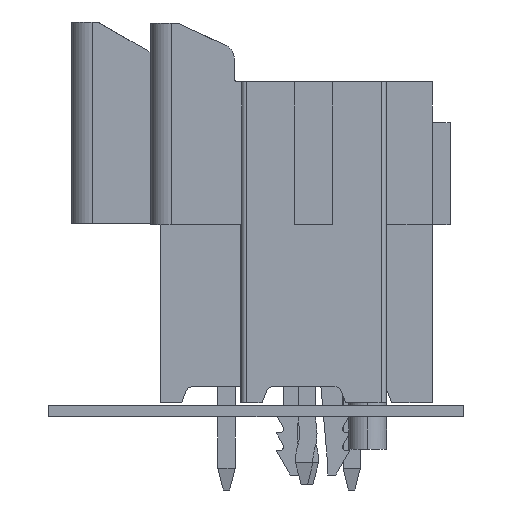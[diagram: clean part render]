
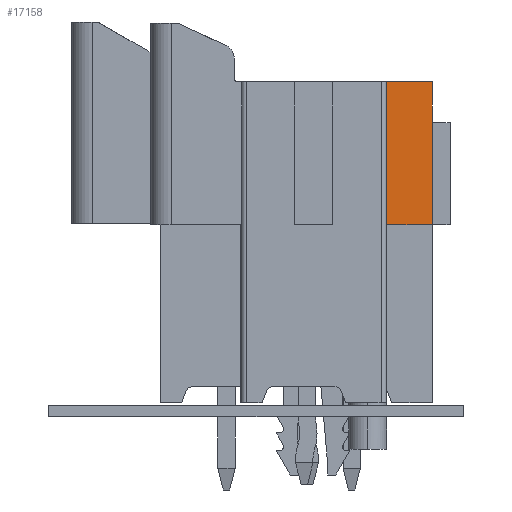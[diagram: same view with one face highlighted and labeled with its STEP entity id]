
A CAD part, left-side view. The second image highlights one B-rep face of the part: STEP entity #17158.
In plain terms, the highlighted planar face has unit normal (-1, 0, 0).
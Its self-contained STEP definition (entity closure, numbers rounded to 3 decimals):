
#2646 = VERTEX_POINT('',#2647);
#2647 = CARTESIAN_POINT('',(-5.91,-5.,0.65));
#2654 = PLANE('',#2655);
#2655 = AXIS2_PLACEMENT_3D('',#2656,#2657,#2658);
#2656 = CARTESIAN_POINT('',(0.,-5.,0.));
#2657 = DIRECTION('',(0.,1.,0.));
#2658 = DIRECTION('',(1.,0.,0.));
#2666 = PLANE('',#2667);
#2667 = AXIS2_PLACEMENT_3D('',#2668,#2669,#2670);
#2668 = CARTESIAN_POINT('',(0.,5.,0.65));
#2669 = DIRECTION('',(0.,0.,1.));
#2670 = DIRECTION('',(1.,0.,0.));
#2678 = EDGE_CURVE('',#2679,#2646,#2681,.T.);
#2679 = VERTEX_POINT('',#2680);
#2680 = CARTESIAN_POINT('',(-5.91,-5.,5.9));
#2681 = SURFACE_CURVE('',#2682,(#2686,#2693),.PCURVE_S1.);
#2682 = LINE('',#2683,#2684);
#2683 = CARTESIAN_POINT('',(-5.91,-5.,5.9));
#2684 = VECTOR('',#2685,1.);
#2685 = DIRECTION('',(0.,0.,-1.));
#2686 = PCURVE('',#2654,#2687);
#2687 = DEFINITIONAL_REPRESENTATION('',(#2688),#2692);
#2688 = LINE('',#2689,#2690);
#2689 = CARTESIAN_POINT('',(-5.91,-5.9));
#2690 = VECTOR('',#2691,1.);
#2691 = DIRECTION('',(0.,1.));
#2692 = ( GEOMETRIC_REPRESENTATION_CONTEXT(2) 
PARAMETRIC_REPRESENTATION_CONTEXT() REPRESENTATION_CONTEXT('2D SPACE',''
  ) );
#2693 = PCURVE('',#2694,#2699);
#2694 = PLANE('',#2695);
#2695 = AXIS2_PLACEMENT_3D('',#2696,#2697,#2698);
#2696 = CARTESIAN_POINT('',(-5.91,-5.,5.9));
#2697 = DIRECTION('',(1.,0.,0.));
#2698 = DIRECTION('',(0.,1.,0.));
#2699 = DEFINITIONAL_REPRESENTATION('',(#2700),#2704);
#2700 = LINE('',#2701,#2702);
#2701 = CARTESIAN_POINT('',(0.,0.));
#2702 = VECTOR('',#2703,1.);
#2703 = DIRECTION('',(0.,-1.));
#2704 = ( GEOMETRIC_REPRESENTATION_CONTEXT(2) 
PARAMETRIC_REPRESENTATION_CONTEXT() REPRESENTATION_CONTEXT('2D SPACE',''
  ) );
#2722 = PLANE('',#2723);
#2723 = AXIS2_PLACEMENT_3D('',#2724,#2725,#2726);
#2724 = CARTESIAN_POINT('',(-7.05,-5.,5.9));
#2725 = DIRECTION('',(0.,0.,1.));
#2726 = DIRECTION('',(1.,0.,0.));
#3341 = VERTEX_POINT('',#3342);
#3342 = CARTESIAN_POINT('',(-5.91,-2.98,0.65));
#3356 = PLANE('',#3357);
#3357 = AXIS2_PLACEMENT_3D('',#3358,#3359,#3360);
#3358 = CARTESIAN_POINT('',(-5.91,-2.98,5.9));
#3359 = DIRECTION('',(0.,1.,0.));
#3360 = DIRECTION('',(-1.,0.,0.));
#3368 = EDGE_CURVE('',#2646,#3341,#3369,.T.);
#3369 = SURFACE_CURVE('',#3370,(#3374,#3381),.PCURVE_S1.);
#3370 = LINE('',#3371,#3372);
#3371 = CARTESIAN_POINT('',(-5.91,-5.,0.65));
#3372 = VECTOR('',#3373,1.);
#3373 = DIRECTION('',(0.,1.,0.));
#3374 = PCURVE('',#2666,#3375);
#3375 = DEFINITIONAL_REPRESENTATION('',(#3376),#3380);
#3376 = LINE('',#3377,#3378);
#3377 = CARTESIAN_POINT('',(-5.91,-10.));
#3378 = VECTOR('',#3379,1.);
#3379 = DIRECTION('',(0.,1.));
#3380 = ( GEOMETRIC_REPRESENTATION_CONTEXT(2) 
PARAMETRIC_REPRESENTATION_CONTEXT() REPRESENTATION_CONTEXT('2D SPACE',''
  ) );
#3381 = PCURVE('',#2694,#3382);
#3382 = DEFINITIONAL_REPRESENTATION('',(#3383),#3387);
#3383 = LINE('',#3384,#3385);
#3384 = CARTESIAN_POINT('',(0.,-5.25));
#3385 = VECTOR('',#3386,1.);
#3386 = DIRECTION('',(1.,0.));
#3387 = ( GEOMETRIC_REPRESENTATION_CONTEXT(2) 
PARAMETRIC_REPRESENTATION_CONTEXT() REPRESENTATION_CONTEXT('2D SPACE',''
  ) );
#10225 = EDGE_CURVE('',#2679,#10226,#10228,.T.);
#10226 = VERTEX_POINT('',#10227);
#10227 = CARTESIAN_POINT('',(-5.91,-2.98,5.9));
#10228 = SURFACE_CURVE('',#10229,(#10233,#10240),.PCURVE_S1.);
#10229 = LINE('',#10230,#10231);
#10230 = CARTESIAN_POINT('',(-5.91,-5.,5.9));
#10231 = VECTOR('',#10232,1.);
#10232 = DIRECTION('',(0.,1.,0.));
#10233 = PCURVE('',#2722,#10234);
#10234 = DEFINITIONAL_REPRESENTATION('',(#10235),#10239);
#10235 = LINE('',#10236,#10237);
#10236 = CARTESIAN_POINT('',(1.14,0.));
#10237 = VECTOR('',#10238,1.);
#10238 = DIRECTION('',(0.,1.));
#10239 = ( GEOMETRIC_REPRESENTATION_CONTEXT(2) 
PARAMETRIC_REPRESENTATION_CONTEXT() REPRESENTATION_CONTEXT('2D SPACE',''
  ) );
#10240 = PCURVE('',#2694,#10241);
#10241 = DEFINITIONAL_REPRESENTATION('',(#10242),#10246);
#10242 = LINE('',#10243,#10244);
#10243 = CARTESIAN_POINT('',(0.,0.));
#10244 = VECTOR('',#10245,1.);
#10245 = DIRECTION('',(1.,0.));
#10246 = ( GEOMETRIC_REPRESENTATION_CONTEXT(2) 
PARAMETRIC_REPRESENTATION_CONTEXT() REPRESENTATION_CONTEXT('2D SPACE',''
  ) );
#17019 = EDGE_CURVE('',#10226,#3341,#17020,.T.);
#17020 = SURFACE_CURVE('',#17021,(#17025,#17032),.PCURVE_S1.);
#17021 = LINE('',#17022,#17023);
#17022 = CARTESIAN_POINT('',(-5.91,-2.98,5.9));
#17023 = VECTOR('',#17024,1.);
#17024 = DIRECTION('',(0.,0.,-1.));
#17025 = PCURVE('',#3356,#17026);
#17026 = DEFINITIONAL_REPRESENTATION('',(#17027),#17031);
#17027 = LINE('',#17028,#17029);
#17028 = CARTESIAN_POINT('',(0.,0.));
#17029 = VECTOR('',#17030,1.);
#17030 = DIRECTION('',(0.,-1.));
#17031 = ( GEOMETRIC_REPRESENTATION_CONTEXT(2) 
PARAMETRIC_REPRESENTATION_CONTEXT() REPRESENTATION_CONTEXT('2D SPACE',''
  ) );
#17032 = PCURVE('',#2694,#17033);
#17033 = DEFINITIONAL_REPRESENTATION('',(#17034),#17038);
#17034 = LINE('',#17035,#17036);
#17035 = CARTESIAN_POINT('',(2.02,0.));
#17036 = VECTOR('',#17037,1.);
#17037 = DIRECTION('',(0.,-1.));
#17038 = ( GEOMETRIC_REPRESENTATION_CONTEXT(2) 
PARAMETRIC_REPRESENTATION_CONTEXT() REPRESENTATION_CONTEXT('2D SPACE',''
  ) );
#17158 = ADVANCED_FACE('',(#17159),#2694,.F.);
#17159 = FACE_BOUND('',#17160,.F.);
#17160 = EDGE_LOOP('',(#17161,#17162,#17163,#17164));
#17161 = ORIENTED_EDGE('',*,*,#2678,.T.);
#17162 = ORIENTED_EDGE('',*,*,#3368,.T.);
#17163 = ORIENTED_EDGE('',*,*,#17019,.F.);
#17164 = ORIENTED_EDGE('',*,*,#10225,.F.);
